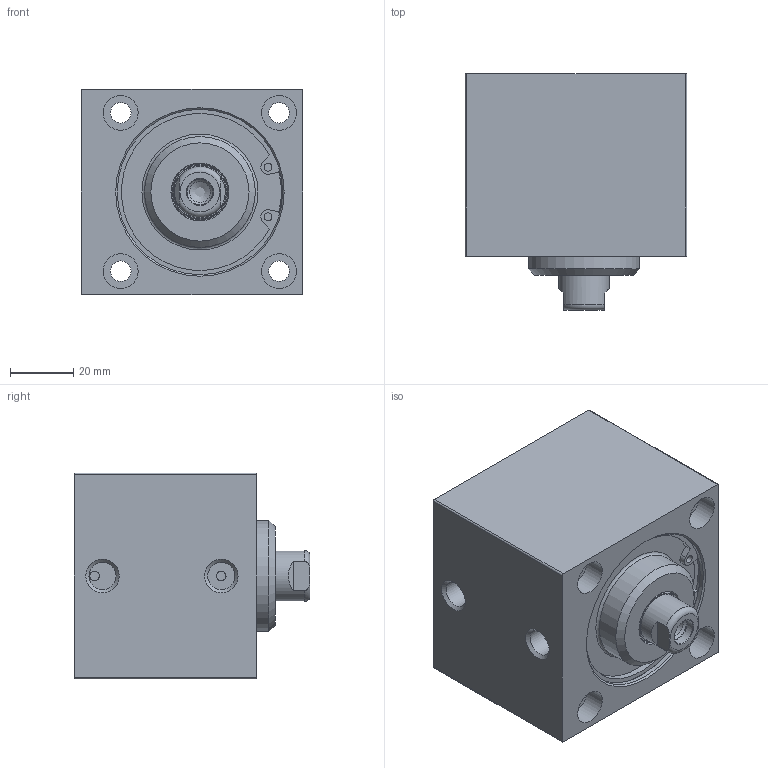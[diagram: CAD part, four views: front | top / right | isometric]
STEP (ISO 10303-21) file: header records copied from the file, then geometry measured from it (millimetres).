
FILE_DESCRIPTION((''),'2;1');
FILE_NAME('RD050.025.GS.F.stp','2014-07-28T15:49:40',('carlo.corazza'),(''),'Autodesk Inventor 2012','Autodesk Inventor 2012','');
FILE_SCHEMA(('AUTOMOTIVE_DESIGN { 1 0 10303 214 1 1 1 1 }'));
Length unit declared in the file: millimetre
Products named in the file (4): RD050..GS.F; CORPO-025; TA; STELO-025
Assembly tree (3 placements, depth 2):
  RD050..GS.F
    CORPO-025
    TA
    STELO-025
Bounding box: 70 x 74.5 x 65 mm (x, y, z)
Volume: 261891.6 mm3; surface area: 43040.2 mm2
Topology: 3 solids, 3 shells, 116 faces, 241 edges, 151 vertices
Faces by surface type: cylinder 42, plane 41, cone 26, torus 7
Full cylindrical faces by diameter (mm): 2.5 x2, 3 x2, 6.5 x4, 6.647 x2, 8.25 x1, 8.566 x2, 11 x8, 16 x1, 16.54 x1, 17.7 x1, 18 x1, 20.32 x1, 20.5 x1, 35 x1, 51.8 x1, 52.2 x1, 55 x1
Entity records: 3053 total; most frequent: CARTESIAN_POINT 541, DIRECTION 522, ORIENTED_EDGE 336, AXIS2_PLACEMENT_3D 235, EDGE_LOOP 208, EDGE_CURVE 168, VERTEX_POINT 140, FACE_OUTER_BOUND 116
